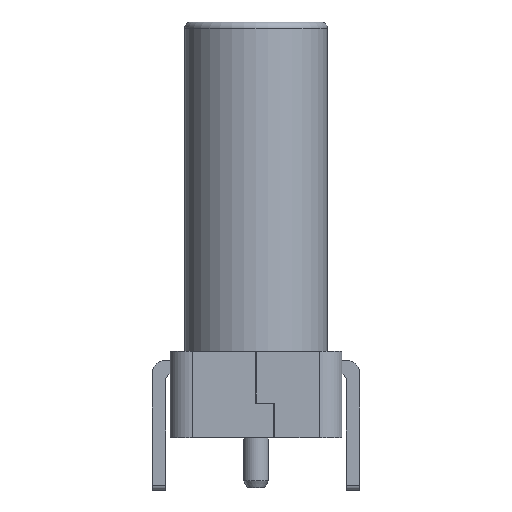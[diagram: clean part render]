
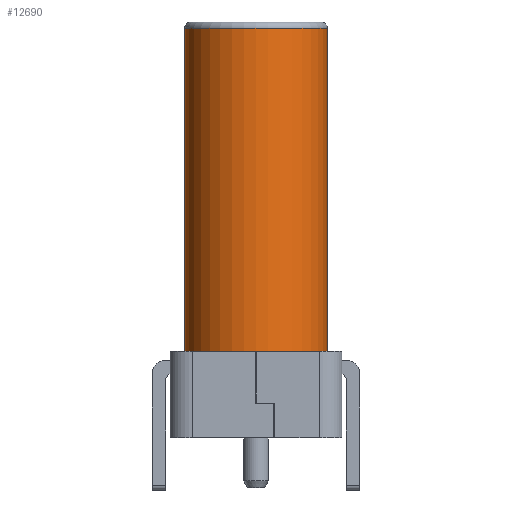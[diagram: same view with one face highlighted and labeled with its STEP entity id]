
A CAD part, left-side view. The second image highlights one B-rep face of the part: STEP entity #12690.
In plain terms, the highlighted cylindrical face has radius 1.58 mm (diameter 3.16 mm), a partial arc.
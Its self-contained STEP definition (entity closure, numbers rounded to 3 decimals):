
#258=CYLINDRICAL_SURFACE('',#13696,1.58);
#533=CIRCLE('',#13578,1.58);
#596=CIRCLE('',#13693,1.58);
#1170=FACE_OUTER_BOUND('',#1870,.T.);
#1870=EDGE_LOOP('',(#10343,#10344,#10345,#10346));
#3052=LINE('',#20164,#4486);
#3069=LINE('',#20226,#4503);
#4486=VECTOR('',#16365,1000.);
#4503=VECTOR('',#16418,1000.);
#5655=VERTEX_POINT('',#19729);
#5656=VERTEX_POINT('',#19731);
#5811=VERTEX_POINT('',#20162);
#5838=VERTEX_POINT('',#20218);
#7184=EDGE_CURVE('',#5655,#5656,#533,.T.);
#7393=EDGE_CURVE('',#5811,#5655,#3052,.T.);
#7420=EDGE_CURVE('',#5811,#5838,#596,.T.);
#7424=EDGE_CURVE('',#5838,#5656,#3069,.T.);
#10343=ORIENTED_EDGE('',*,*,#7393,.F.);
#10344=ORIENTED_EDGE('',*,*,#7420,.T.);
#10345=ORIENTED_EDGE('',*,*,#7424,.T.);
#10346=ORIENTED_EDGE('',*,*,#7184,.F.);
#12690=ADVANCED_FACE('',(#1170),#258,.T.);
#13578=AXIS2_PLACEMENT_3D('',#19732,#16007,#16008);
#13693=AXIS2_PLACEMENT_3D('',#20220,#16408,#16409);
#13696=AXIS2_PLACEMENT_3D('',#20225,#16416,#16417);
#16007=DIRECTION('center_axis',(0.,0.,-1.));
#16008=DIRECTION('ref_axis',(-1.,0.,0.));
#16365=DIRECTION('',(0.,0.,-1.));
#16408=DIRECTION('center_axis',(0.,0.,-1.));
#16409=DIRECTION('ref_axis',(-1.,0.,0.));
#16416=DIRECTION('center_axis',(0.,0.,-1.));
#16417=DIRECTION('ref_axis',(-1.,0.,0.));
#16418=DIRECTION('',(0.,0.,-1.));
#19729=CARTESIAN_POINT('',(-2.89,-1.58,0.));
#19731=CARTESIAN_POINT('',(-2.89,1.58,0.));
#19732=CARTESIAN_POINT('Origin',(-2.89,0.,0.));
#20162=CARTESIAN_POINT('',(-2.89,-1.58,7.14));
#20164=CARTESIAN_POINT('',(-2.89,-1.58,7.28));
#20218=CARTESIAN_POINT('',(-2.89,1.58,7.14));
#20220=CARTESIAN_POINT('Origin',(-2.89,0.,7.14));
#20225=CARTESIAN_POINT('Origin',(-2.89,0.,7.28));
#20226=CARTESIAN_POINT('',(-2.89,1.58,7.28));
